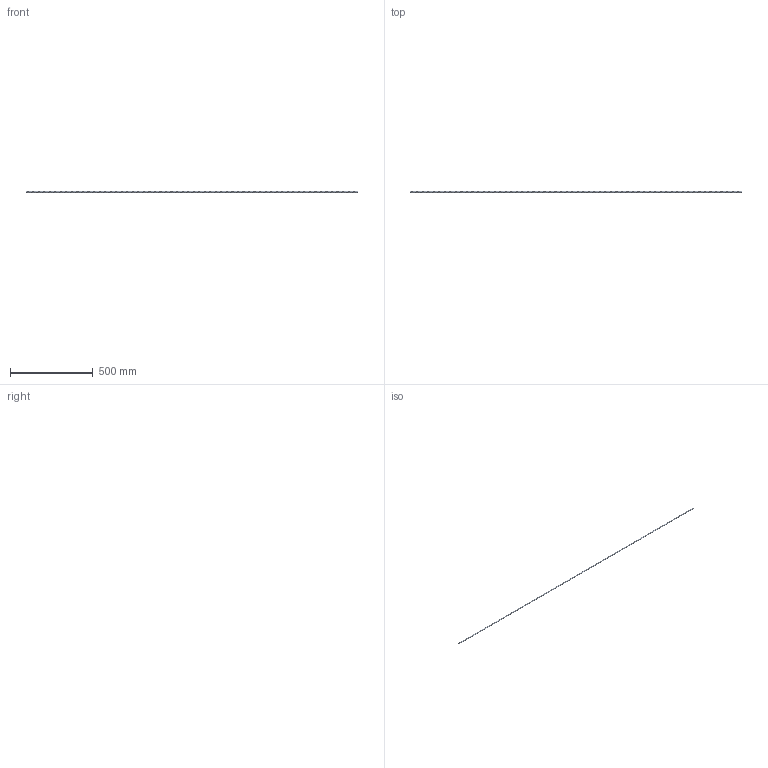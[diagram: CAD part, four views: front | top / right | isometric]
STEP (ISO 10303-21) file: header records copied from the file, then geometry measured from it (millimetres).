
FILE_DESCRIPTION (( 'STEP AP203' ), '1' );
FILE_NAME ('CLV10-TM-08-2 Øïèëüêà Ì8õ2000.STEP', '2016-02-10T12:10:16', ( '' ), ( '' ), 'SwSTEP 2.0', 'SolidWorks 2014', '' );
FILE_SCHEMA (( 'CONFIG_CONTROL_DESIGN' ));
Products named in the file (1): CLV10-TM-08-2 Øïèëüêà Ì8õ2000
Bounding box: 2000 x 8 x 8 mm (x, y, z)
Volume: 87869.6 mm3; surface area: 73379.1 mm2
Topology: 1 solids, 1 shells, 4801 faces, 9601 edges, 4802 vertices
Faces by surface type: cone 3200, cylinder 1599, plane 2
Full cylindrical faces by diameter (mm): 8 x1599
Entity records: 96091 total; most frequent: DIRECTION 19204, CARTESIAN_POINT 14402, AXIS2_PLACEMENT_3D 9602, ORIENTED_EDGE 9600, EDGE_LOOP 9600, FACE_OUTER_BOUND 6400, ADVANCED_FACE 4801, CIRCLE 4800
